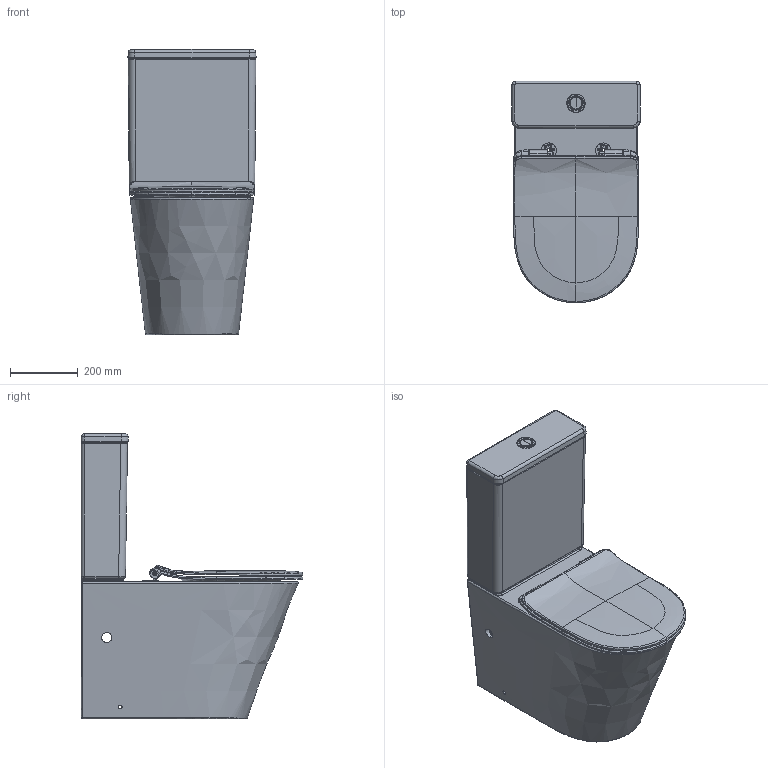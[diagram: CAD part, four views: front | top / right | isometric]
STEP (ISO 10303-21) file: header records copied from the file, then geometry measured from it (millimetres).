
FILE_DESCRIPTION(/* description */ (''),/* implementation_level */ '2;1');
FILE_NAME(/* name */ 'STEP - 26791, 26795',/* time_stamp */ '2025-04-28T13:31:46+10:00',/* author */ (''),/* organization */ (''),/* preprocessor_version */ 'ST-DEVELOPER v16.5',/* originating_system */ 'Rhino 7.37',/* authorisation */ '');
FILE_SCHEMA (('AUTOMOTIVE_DESIGN'));
Length unit declared in the file: millimetre
Products named in the file (10): Document; HFW8 outer shell - C4302G12; Dummy D�mpfer6; HF-W8_AH11; Ray_deckel Aspi Arretierung_4_9_200121_AH23; Ray_2_15_Sitz_140409_AH8; C43 base.STEP10; 133_ASM3; T133B-GB2; T133J1
Assembly tree (11 placements, depth 4):
  Document
    HFW8 outer shell - C4302G12
      Dummy D�mpfer6  x2
      HF-W8_AH11
        Ray_deckel Aspi Arretierung_4_9_200121_AH23
        Ray_2_15_Sitz_140409_AH8
      C43 base.STEP10  x2
    133_ASM3
      T133B-GB2
      T133J1
Bounding box: 377.78 x 652.68 x 842.45 mm (x, y, z)
Volume: 20664733.4 mm3; surface area: 3321534.6 mm2
Topology: 11 solids, 17 shells, 1142 faces, 2744 edges, 1651 vertices
Faces by surface type: bspline 730, cylinder 255, plane 157
Full cylindrical faces by diameter (mm): 37.5 x1, 40 x1
Entity records: 82051 total; most frequent: CARTESIAN_POINT 67018, ORIENTED_EDGE 4567, EDGE_CURVE 2331, B_SPLINE_CURVE_WITH_KNOTS 1898, VERTEX_POINT 1403, EDGE_LOOP 1026, ADVANCED_FACE 962, FACE_OUTER_BOUND 962
